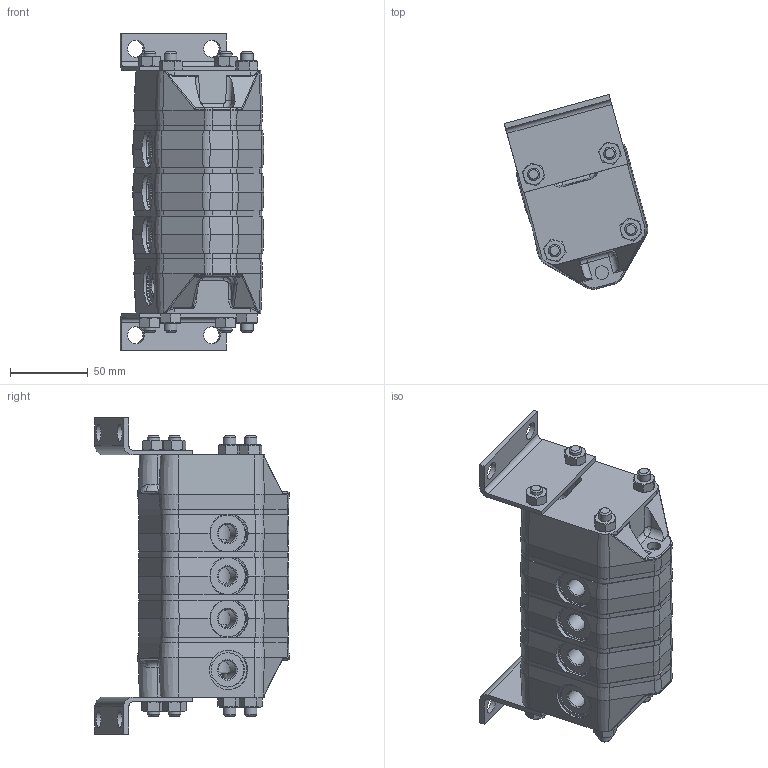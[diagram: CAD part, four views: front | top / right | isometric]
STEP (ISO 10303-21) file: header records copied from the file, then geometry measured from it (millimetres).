
FILE_DESCRIPTION((''),'2;1');
FILE_NAME('PR201-59-B.stp','2011-07-20T08:53:37',('Patrick'),(''),'Autodesk Inventor 2011','Autodesk Inventor 2011','');
FILE_SCHEMA(('AUTOMOTIVE_DESIGN { 1 0 10303 214 1 1 1 1 }'));
Length unit declared in the file: millimetre
Products named in the file (1): PR201-59-B
Bounding box: 92.27 x 124.95 x 203.14 mm (x, y, z)
Volume: 717125.7 mm3; surface area: 156042.5 mm2
Topology: 1 solids, 25 shells, 1015 faces, 2518 edges, 1552 vertices
Faces by surface type: plane 392, cylinder 288, cone 204, sphere 51, bspline 40, torus 40
Full cylindrical faces by diameter (mm): 5.537 x2, 7.45 x4, 8 x12, 8.738 x32, 9.417 x8, 9.588 x10, 9.589 x4, 11.112 x1, 11.113 x1, 11.125 x6, 11.836 x4, 12.7 x8, 15.088 x4, 15.24 x1, 15.853 x10, 21.996 x1, 23.673 x3, 24.994 x1, 25.4 x1
Entity records: 33133 total; most frequent: CARTESIAN_POINT 9362, DIRECTION 5016, ORIENTED_EDGE 4410, EDGE_CURVE 2205, AXIS2_PLACEMENT_3D 2116, VERTEX_POINT 1441, EDGE_LOOP 1298, CIRCLE 1095
